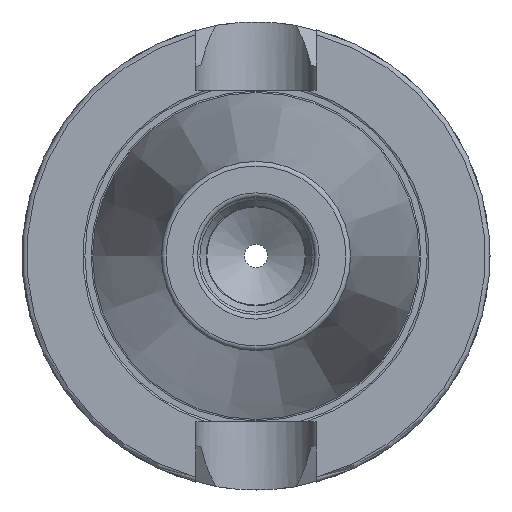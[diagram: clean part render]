
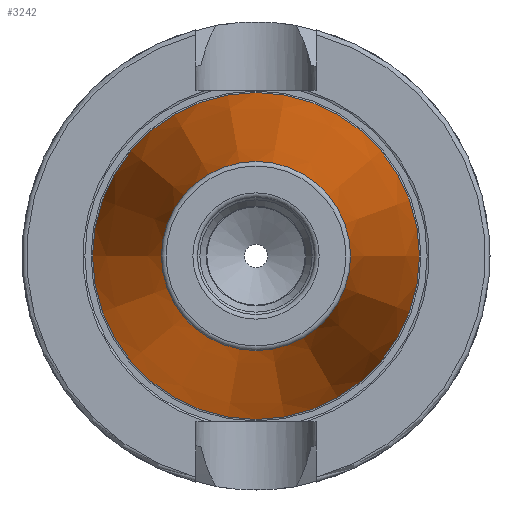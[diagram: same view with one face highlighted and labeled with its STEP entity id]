
A CAD part, left-side view. The second image highlights one B-rep face of the part: STEP entity #3242.
In plain terms, the highlighted conical face has half-angle 8.297 degrees and reference radius 27.564 mm.
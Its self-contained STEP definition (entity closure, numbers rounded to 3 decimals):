
#3200=CARTESIAN_POINT('',(-100.944,20.204,0.0));
#3201=VERTEX_POINT('',#3200);
#3202=CARTESIAN_POINT('',(-100.944,0.,0.0));
#3203=DIRECTION('',(1.0,0.0,0.0));
#3204=DIRECTION('',(0.0,1.0,0.0));
#3205=AXIS2_PLACEMENT_3D('',#3202,#3203,#3204);
#3206=CIRCLE('',#3205,20.204);
#3207=EDGE_CURVE('',#3201,#3201,#3206,.T.);
#3223=CARTESIAN_POINT('',(-50.472,0.,0.0));
#3224=DIRECTION('',(1.0,0.,0.0));
#3225=DIRECTION('',(0.0,1.0,0.0));
#3226=AXIS2_PLACEMENT_3D('',#3223,#3224,#3225);
#3227=CONICAL_SURFACE('',#3226,27.564,8.297);
#3228=CARTESIAN_POINT('',(0.0,34.925,0.0));
#3229=VERTEX_POINT('',#3228);
#3230=CARTESIAN_POINT('',(0.,0.,0.0));
#3231=DIRECTION('',(1.0,0.0,0.0));
#3232=DIRECTION('',(0.0,1.0,0.0));
#3233=AXIS2_PLACEMENT_3D('',#3230,#3231,#3232);
#3234=CIRCLE('',#3233,34.925);
#3235=EDGE_CURVE('',#3229,#3229,#3234,.T.);
#3236=ORIENTED_EDGE('',*,*,#3235,.F.);
#3237=EDGE_LOOP('',(#3236));
#3238=FACE_OUTER_BOUND('',#3237,.T.);
#3239=ORIENTED_EDGE('',*,*,#3207,.T.);
#3240=EDGE_LOOP('',(#3239));
#3241=FACE_BOUND('',#3240,.T.);
#3242=ADVANCED_FACE('',(#3238,#3241),#3227,.T.);
